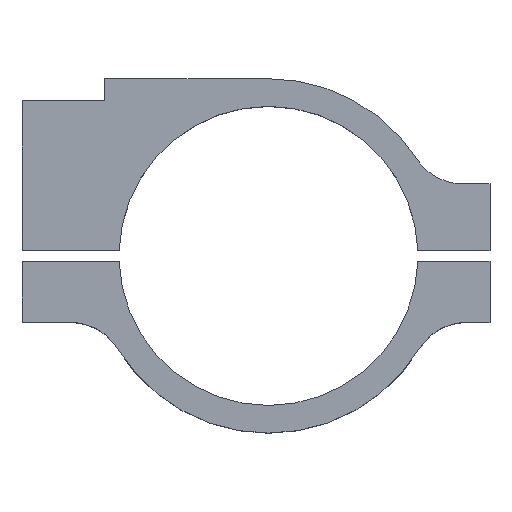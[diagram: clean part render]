
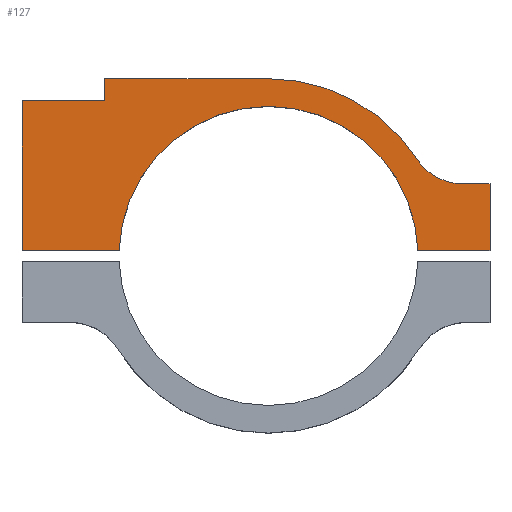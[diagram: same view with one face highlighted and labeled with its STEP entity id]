
A CAD part, top view. The second image highlights one B-rep face of the part: STEP entity #127.
In plain terms, the highlighted planar face has unit normal (0, 0, 1).
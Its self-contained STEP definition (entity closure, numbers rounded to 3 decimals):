
#127 = ADVANCED_FACE( '', ( #167 ), #168, .F. );
#167 = FACE_OUTER_BOUND( '', #246, .T. );
#168 = PLANE( '', #247 );
#246 = EDGE_LOOP( '', ( #347, #348, #349, #350, #351, #352, #353, #354, #355, #356, #357 ) );
#247 = AXIS2_PLACEMENT_3D( '', #358, #359, #360 );
#347 = ORIENTED_EDGE( '', *, *, #592, .F. );
#348 = ORIENTED_EDGE( '', *, *, #593, .F. );
#349 = ORIENTED_EDGE( '', *, *, #589, .F. );
#350 = ORIENTED_EDGE( '', *, *, #586, .T. );
#351 = ORIENTED_EDGE( '', *, *, #594, .F. );
#352 = ORIENTED_EDGE( '', *, *, #595, .F. );
#353 = ORIENTED_EDGE( '', *, *, #596, .F. );
#354 = ORIENTED_EDGE( '', *, *, #597, .F. );
#355 = ORIENTED_EDGE( '', *, *, #598, .F. );
#356 = ORIENTED_EDGE( '', *, *, #579, .F. );
#357 = ORIENTED_EDGE( '', *, *, #599, .F. );
#358 = CARTESIAN_POINT( '', ( 0., 0., 0. ) );
#359 = DIRECTION( '', ( 0., 0., -1. ) );
#360 = DIRECTION( '', ( -1., 0., 0. ) );
#579 = EDGE_CURVE( '', #662, #664, #665, .T. );
#586 = EDGE_CURVE( '', #668, #676, #678, .T. );
#589 = EDGE_CURVE( '', #668, #682, #683, .T. );
#592 = EDGE_CURVE( '', #687, #688, #689, .T. );
#593 = EDGE_CURVE( '', #682, #687, #690, .T. );
#594 = EDGE_CURVE( '', #691, #676, #692, .T. );
#595 = EDGE_CURVE( '', #693, #691, #694, .T. );
#596 = EDGE_CURVE( '', #695, #693, #696, .T. );
#597 = EDGE_CURVE( '', #697, #695, #698, .T. );
#598 = EDGE_CURVE( '', #664, #697, #699, .T. );
#599 = EDGE_CURVE( '', #688, #662, #700, .T. );
#662 = VERTEX_POINT( '', #801 );
#664 = VERTEX_POINT( '', #804 );
#665 = LINE( '', #805, #806 );
#668 = VERTEX_POINT( '', #810 );
#676 = VERTEX_POINT( '', #853 );
#678 = CIRCLE( '', #856, 10. );
#682 = VERTEX_POINT( '', #860 );
#683 = LINE( '', #861, #862 );
#687 = VERTEX_POINT( '', #868 );
#688 = VERTEX_POINT( '', #869 );
#689 = LINE( '', #870, #871 );
#690 = LINE( '', #872, #873 );
#691 = VERTEX_POINT( '', #874 );
#692 = CIRCLE( '', #875, 32. );
#693 = VERTEX_POINT( '', #876 );
#694 = LINE( '', #877, #878 );
#695 = VERTEX_POINT( '', #879 );
#696 = LINE( '', #880, #881 );
#697 = VERTEX_POINT( '', #882 );
#698 = LINE( '', #883, #884 );
#699 = LINE( '', #885, #886 );
#700 = CIRCLE( '', #887, 27. );
#801 = CARTESIAN_POINT( '', ( -26.981, 1., 0. ) );
#804 = CARTESIAN_POINT( '', ( -44.5, 1., 0. ) );
#805 = CARTESIAN_POINT( '', ( 0., 1., 0. ) );
#806 = VECTOR( '', #1103, 1000. );
#810 = CARTESIAN_POINT( '', ( 35.143, 13., 0. ) );
#853 = CARTESIAN_POINT( '', ( 26.775, 17.524, 0. ) );
#856 = AXIS2_PLACEMENT_3D( '', #1111, #1112, #1113 );
#860 = CARTESIAN_POINT( '', ( 40., 13., 0. ) );
#861 = CARTESIAN_POINT( '', ( 29.24, 13., 0. ) );
#862 = VECTOR( '', #1120, 1000. );
#868 = CARTESIAN_POINT( '', ( 40., 1., 0. ) );
#869 = CARTESIAN_POINT( '', ( 26.981, 1., 0. ) );
#870 = CARTESIAN_POINT( '', ( 0., 1., 0. ) );
#871 = VECTOR( '', #1123, 1000. );
#872 = CARTESIAN_POINT( '', ( 40., 13., 0. ) );
#873 = VECTOR( '', #1124, 1000. );
#874 = CARTESIAN_POINT( '', ( 0., 32., 0. ) );
#875 = AXIS2_PLACEMENT_3D( '', #1125, #1126, #1127 );
#876 = CARTESIAN_POINT( '', ( -29.6, 32., 0. ) );
#877 = CARTESIAN_POINT( '', ( -29.6, 32., 0. ) );
#878 = VECTOR( '', #1128, 1000. );
#879 = CARTESIAN_POINT( '', ( -29.6, 28., 0. ) );
#880 = CARTESIAN_POINT( '', ( -29.6, 28., 0. ) );
#881 = VECTOR( '', #1129, 1000. );
#882 = CARTESIAN_POINT( '', ( -44.5, 28., 0. ) );
#883 = CARTESIAN_POINT( '', ( -44.5, 28., 0. ) );
#884 = VECTOR( '', #1130, 1000. );
#885 = CARTESIAN_POINT( '', ( -44.5, -12., 0. ) );
#886 = VECTOR( '', #1131, 1000. );
#887 = AXIS2_PLACEMENT_3D( '', #1132, #1133, #1134 );
#1103 = DIRECTION( '', ( -1., 0., 0. ) );
#1111 = CARTESIAN_POINT( '', ( 35.143, 23., 0. ) );
#1112 = DIRECTION( '', ( 0., 0., -1. ) );
#1113 = DIRECTION( '', ( -1., 0., 0. ) );
#1120 = DIRECTION( '', ( 1., 0., 0. ) );
#1123 = DIRECTION( '', ( -1., 0., 0. ) );
#1124 = DIRECTION( '', ( 0., -1., 0. ) );
#1125 = CARTESIAN_POINT( '', ( 0., 0., 0. ) );
#1126 = DIRECTION( '', ( 0., 0., -1. ) );
#1127 = DIRECTION( '', ( 1., 0., 0. ) );
#1128 = DIRECTION( '', ( 1., 0., 0. ) );
#1129 = DIRECTION( '', ( 0., 1., 0. ) );
#1130 = DIRECTION( '', ( 1., 0., 0. ) );
#1131 = DIRECTION( '', ( 0., 1., 0. ) );
#1132 = CARTESIAN_POINT( '', ( 0., 0., 0. ) );
#1133 = DIRECTION( '', ( 0., 0., 1. ) );
#1134 = DIRECTION( '', ( 1., 0., 0. ) );
